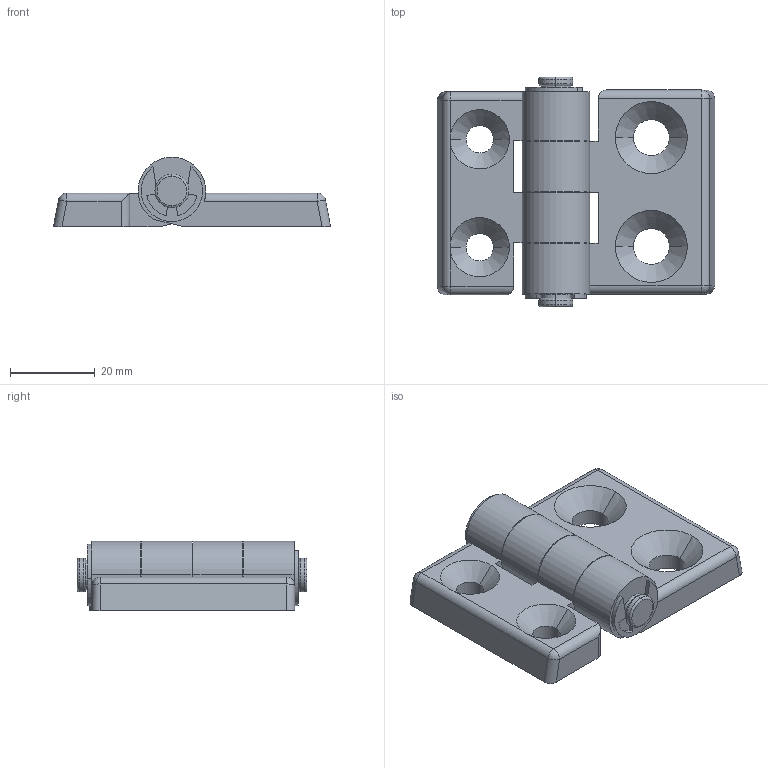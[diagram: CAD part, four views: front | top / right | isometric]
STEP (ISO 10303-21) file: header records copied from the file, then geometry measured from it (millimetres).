
FILE_DESCRIPTION (( 'STEP AP214' ), '1' );
FILE_NAME ('SNSD.30.51.01. Ïåòëÿ àëþìèíèåâàÿ 30õ45(B19).STEP', '2014-12-30T09:31:51', ( 'XTreme.ws' ), ( 'XTreme.ws' ), 'SwSTEP 2.0', 'SolidWorks 2014', '' );
FILE_SCHEMA (( 'AUTOMOTIVE_DESIGN' ));
Length unit declared in the file: millimetre
Products named in the file (10): SNSD.30.51.00. Ïåòëÿ ïëàñòèêîâàÿ (B18)B19; SNSD.30.51.00. Ïåòëÿ ïëàñòèêîâàÿ ìàëàÿ ÷àñòü(B18)B19_00; SNSD.30.51.00. ﾏ琿褻 (B18)B19_00; SNSD.30.51.00. 扻錪犩 (B18)B19; SNSD.30.51.00. Ïåòëÿ ïëàñòèêîâàÿ ìàëàÿ ÷àñòü(B18)B19; SNSD.30.51.01. Ïåòëÿ àëþìèíèåâàÿ 30õ45(B19); SNSD.30.51.00. Ïåòëÿ ïëàñòèêîâàÿ (B18)B19_00; SNSD.30.51.00. ﾏ琿褻 (B18)B19; SNSD.30.51.00. 扻錪犩 (B18)B19_00
Assembly tree (5 placements, depth 2):
  SNSD.30.51.00. Ïåòëÿ ïëàñòèêîâàÿ (B18)B19
  SNSD.30.51.00. 扻錪犩 (B18)B19
  SNSD.30.51.00. Ïåòëÿ ïëàñòèêîâàÿ ìàëàÿ ÷àñòü(B18)B19
  SNSD.30.51.00. 扻錪犩 (B18)B19
  SNSD.30.51.01. Ïåòëÿ àëþìèíèåâàÿ 30õ45(B19)
    SNSD.30.51.00. Ïåòëÿ ïëàñòèêîâàÿ (B18)B19_00
    SNSD.30.51.00. Ïåòëÿ ïëàñòèêîâàÿ ìàëàÿ ÷àñòü(B18)B19_00
    SNSD.30.51.00. ﾏ琿褻 (B18)B19_00
    SNSD.30.51.00. 扻錪犩 (B18)B19_00  x2
Bounding box: 65.47 x 54.25 x 16.5 mm (x, y, z)
Volume: 25731.5 mm3; surface area: 12871.4 mm2
Topology: 5 solids, 5 shells, 122 faces, 312 edges, 194 vertices
Faces by surface type: cylinder 60, plane 42, cone 8, torus 8, sphere 4
Entity records: 3530 total; most frequent: CARTESIAN_POINT 609, DIRECTION 605, ORIENTED_EDGE 538, EDGE_CURVE 269, AXIS2_PLACEMENT_3D 232, VERTEX_POINT 168, LINE 141, VECTOR 141
